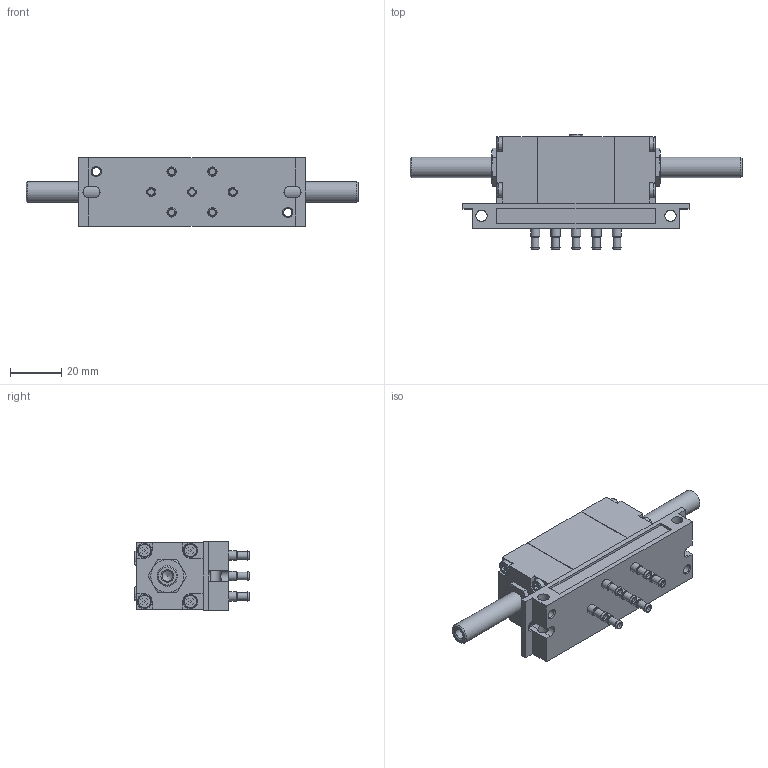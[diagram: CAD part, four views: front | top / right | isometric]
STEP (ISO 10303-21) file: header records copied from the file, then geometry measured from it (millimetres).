
FILE_DESCRIPTION(/* description */ ('STEP AP214'),/* implementation_level */ '2;1');
FILE_NAME(/* name */ '4447_JMFH-5-PK-3',/* time_stamp */ '2024-08-29T15:48:13+02:00',/* author */ ('License CC BY-ND 4.0'),/* organization */ ('CADENAS'),/* preprocessor_version */ 'ST-DEVELOPER v19.3',/* originating_system */ 'PARTsolutions',/* authorisation */ ' ');
FILE_SCHEMA (('AUTOMOTIVE_DESIGN {1 0 10303 214 3 1 1}'));
Length unit declared in the file: millimetre
Products named in the file (1): 4447 JMFH-5-PK-3
Bounding box: 130 x 45.3 x 26.8 mm (x, y, z)
Volume: 65502 mm3; surface area: 16112.6 mm2
Topology: 1 solids, 1 shells, 361 faces, 891 edges, 577 vertices
Faces by surface type: plane 242, cylinder 55, cone 48, torus 16
Full cylindrical faces by diameter (mm): 2.5 x7, 3 x7, 3.242 x4, 3.6 x7, 4.134 x2, 4.4 x2, 6 x2, 8 x2
Entity records: 12835 total; most frequent: CARTESIAN_POINT 1992, DIRECTION 1656, ORIENTED_EDGE 1608, EDGE_CURVE 804, VERTEX_POINT 570, LINE 564, VECTOR 564, AXIS2_PLACEMENT_3D 546
